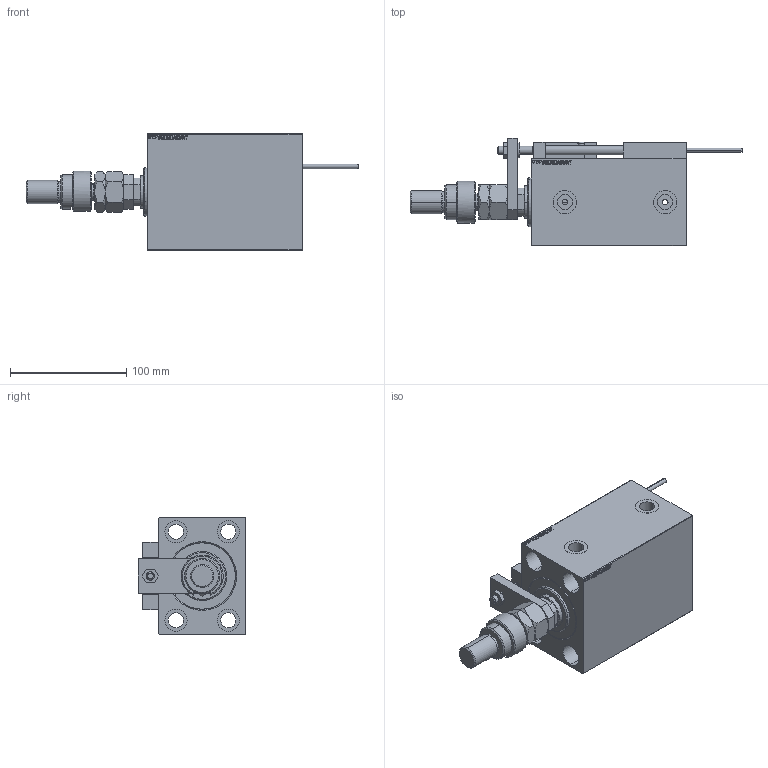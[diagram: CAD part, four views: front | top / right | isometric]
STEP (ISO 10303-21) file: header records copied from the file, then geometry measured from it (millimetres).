
FILE_DESCRIPTION (( 'STEP AP203' ), '1' );
FILE_NAME ('60e3.STEP', '2022-04-17T07:21:26', ( '' ), ( '' ), 'SwSTEP 2.0', 'SolidWorks 2019', '' );
FILE_SCHEMA (( 'CONFIG_CONTROL_DESIGN' ));
Length unit declared in the file: millimetre
Products named in the file (18): SWITCH_X_FRONT_BACK 234c2999fb7dc51c1244e81c0fd81794; MAGNET 234c2999fb7dc51c1244e81c0fd81794; SWITCH DIM B,W 234c2999fb7dc51c1244e81c0fd81794; SWITCH X 234c2999fb7dc51c1244e81c0fd81794; 60e3; V450CM_C_VCP 234c2999fb7dc51c1244e81c0fd81794; X_Y_DFA 234c2999fb7dc51c1244e81c0fd81794; TYC_L79 234c2999fb7dc51c1244e81c0fd81794; FEMALE_PART_FOR_DFA 234c2999fb7dc51c1244e81c0fd81794; V450CM_C_Body 234c2999fb7dc51c1244e81c0fd81794; V450CM_VC_B 234c2999fb7dc51c1244e81c0fd81794; ALLEN BOLT D8 234c2999fb7dc51c1244e81c0fd81794; NUT_D12 234c2999fb7dc51c1244e81c0fd81794; MFA 234c2999fb7dc51c1244e81c0fd81794; Block 234c2999fb7dc51c1244e81c0fd81794; KONCOVKA 234c2999fb7dc51c1244e81c0fd81794; ALLEN BOLT D5 234c2999fb7dc51c1244e81c0fd81794; ZARAZKA 234c2999fb7dc51c1244e81c0fd81794
Assembly tree (27 placements, depth 3):
  60e3
    V450CM_C_Body 234c2999fb7dc51c1244e81c0fd81794
    SWITCH X 234c2999fb7dc51c1244e81c0fd81794
      SWITCH_X_FRONT_BACK 234c2999fb7dc51c1244e81c0fd81794  x2
      TYC_L79 234c2999fb7dc51c1244e81c0fd81794
      Block 234c2999fb7dc51c1244e81c0fd81794  x2
      ALLEN BOLT D5 234c2999fb7dc51c1244e81c0fd81794  x4
      ALLEN BOLT D8 234c2999fb7dc51c1244e81c0fd81794  x4
      MAGNET 234c2999fb7dc51c1244e81c0fd81794  x2
      KONCOVKA 234c2999fb7dc51c1244e81c0fd81794  x2
    NUT_D12 234c2999fb7dc51c1244e81c0fd81794
    SWITCH DIM B,W 234c2999fb7dc51c1244e81c0fd81794
    ZARAZKA 234c2999fb7dc51c1244e81c0fd81794
    V450CM_C_VCP 234c2999fb7dc51c1244e81c0fd81794
    V450CM_VC_B 234c2999fb7dc51c1244e81c0fd81794
    X_Y_DFA 234c2999fb7dc51c1244e81c0fd81794
      FEMALE_PART_FOR_DFA 234c2999fb7dc51c1244e81c0fd81794
      MFA 234c2999fb7dc51c1244e81c0fd81794
Bounding box: 285 x 92.5 x 100 mm (x, y, z)
Volume: 928773.9 mm3; surface area: 165763.4 mm2
Topology: 25 solids, 25 shells, 1384 faces, 3288 edges, 2091 vertices
Faces by surface type: plane 593, bspline 380, cylinder 213, cone 146, torus 48, sphere 4
Entity records: 53620 total; most frequent: CARTESIAN_POINT 26854, ORIENTED_EDGE 5596, DIRECTION 3930, EDGE_CURVE 2798, VERTEX_POINT 1815, LINE 1556, VECTOR 1556, EDGE_LOOP 1305
